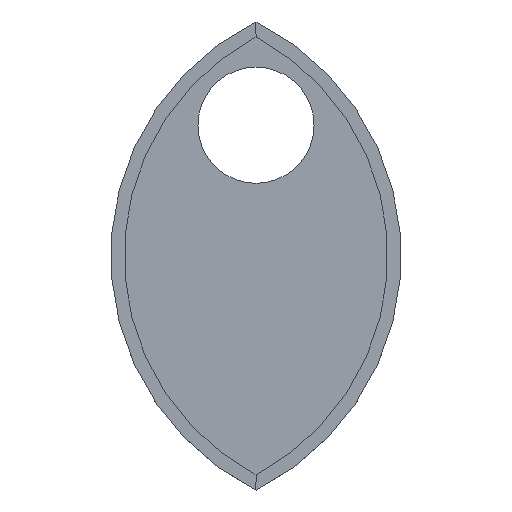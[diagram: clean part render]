
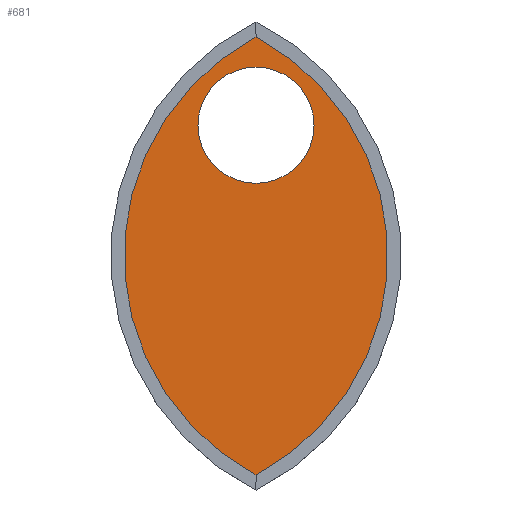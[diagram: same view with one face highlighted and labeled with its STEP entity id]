
A CAD part, top view. The second image highlights one B-rep face of the part: STEP entity #681.
In plain terms, the highlighted planar face has unit normal (0, 0, 1).
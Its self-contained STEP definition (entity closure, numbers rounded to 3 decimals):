
#316 = PLANE('',#317);
#317 = AXIS2_PLACEMENT_3D('',#318,#319,#320);
#318 = CARTESIAN_POINT('',(-6.053,0.,2.54));
#319 = DIRECTION('',(0.,0.,1.));
#320 = DIRECTION('',(1.,0.,0.));
#484 = PLANE('',#485);
#485 = AXIS2_PLACEMENT_3D('',#486,#487,#488);
#486 = CARTESIAN_POINT('',(6.053,0.,2.54));
#487 = DIRECTION('',(0.,0.,1.));
#488 = DIRECTION('',(1.,0.,0.));
#506 = VERTEX_POINT('',#507);
#507 = CARTESIAN_POINT('',(0.,-16.757,2.54));
#528 = EDGE_CURVE('',#529,#506,#531,.T.);
#529 = VERTEX_POINT('',#530);
#530 = CARTESIAN_POINT('',(0.,16.757,2.54));
#531 = SURFACE_CURVE('',#532,(#537,#544),.PCURVE_S1.);
#532 = CIRCLE('',#533,18.96);
#533 = AXIS2_PLACEMENT_3D('',#534,#535,#536);
#534 = CARTESIAN_POINT('',(8.87,0.,2.54));
#535 = DIRECTION('',(0.,0.,1.));
#536 = DIRECTION('',(1.,0.,0.));
#537 = PCURVE('',#316,#538);
#538 = DEFINITIONAL_REPRESENTATION('',(#539),#543);
#539 = CIRCLE('',#540,18.96);
#540 = AXIS2_PLACEMENT_2D('',#541,#542);
#541 = CARTESIAN_POINT('',(14.923,0.));
#542 = DIRECTION('',(1.,0.));
#543 = ( GEOMETRIC_REPRESENTATION_CONTEXT(2) 
PARAMETRIC_REPRESENTATION_CONTEXT() REPRESENTATION_CONTEXT('2D SPACE',''
  ) );
#544 = PCURVE('',#545,#550);
#545 = PLANE('',#546);
#546 = AXIS2_PLACEMENT_3D('',#547,#548,#549);
#547 = CARTESIAN_POINT('',(0.,0.,2.54)
  );
#548 = DIRECTION('',(0.,0.,1.));
#549 = DIRECTION('',(1.,0.,0.));
#550 = DEFINITIONAL_REPRESENTATION('',(#551),#555);
#551 = CIRCLE('',#552,18.96);
#552 = AXIS2_PLACEMENT_2D('',#553,#554);
#553 = CARTESIAN_POINT('',(8.87,0.));
#554 = DIRECTION('',(1.,0.));
#555 = ( GEOMETRIC_REPRESENTATION_CONTEXT(2) 
PARAMETRIC_REPRESENTATION_CONTEXT() REPRESENTATION_CONTEXT('2D SPACE',''
  ) );
#634 = CYLINDRICAL_SURFACE('',#635,4.445);
#635 = AXIS2_PLACEMENT_3D('',#636,#637,#638);
#636 = CARTESIAN_POINT('',(0.,10.007,2.54));
#637 = DIRECTION('',(0.,0.,1.));
#638 = DIRECTION('',(1.,0.,0.));
#651 = EDGE_CURVE('',#529,#506,#652,.T.);
#652 = SURFACE_CURVE('',#653,(#658,#669),.PCURVE_S1.);
#653 = CIRCLE('',#654,18.96);
#654 = AXIS2_PLACEMENT_3D('',#655,#656,#657);
#655 = CARTESIAN_POINT('',(-8.87,0.,2.54));
#656 = DIRECTION('',(0.,0.,-1.));
#657 = DIRECTION('',(-1.,-0.,-0.));
#658 = PCURVE('',#484,#659);
#659 = DEFINITIONAL_REPRESENTATION('',(#660),#668);
#660 = ( BOUNDED_CURVE() B_SPLINE_CURVE(2,(#661,#662,#663,#664,#665,#666
,#667),.UNSPECIFIED.,.T.,.F.) B_SPLINE_CURVE_WITH_KNOTS((1,2,2,2,2,1),(
    -2.094,0.,2.094,4.189,6.283,
8.378),.UNSPECIFIED.) CURVE() GEOMETRIC_REPRESENTATION_ITEM() 
RATIONAL_B_SPLINE_CURVE((1.,0.5,1.,0.5,1.,0.5,1.)) REPRESENTATION_ITEM(
  '') );
#661 = CARTESIAN_POINT('',(-33.882,0.));
#662 = CARTESIAN_POINT('',(-33.882,32.839));
#663 = CARTESIAN_POINT('',(-5.443,16.42));
#664 = CARTESIAN_POINT('',(22.997,0.));
#665 = CARTESIAN_POINT('',(-5.443,-16.42));
#666 = CARTESIAN_POINT('',(-33.882,-32.839));
#667 = CARTESIAN_POINT('',(-33.882,0.));
#668 = ( GEOMETRIC_REPRESENTATION_CONTEXT(2) 
PARAMETRIC_REPRESENTATION_CONTEXT() REPRESENTATION_CONTEXT('2D SPACE',''
  ) );
#669 = PCURVE('',#545,#670);
#670 = DEFINITIONAL_REPRESENTATION('',(#671),#679);
#671 = ( BOUNDED_CURVE() B_SPLINE_CURVE(2,(#672,#673,#674,#675,#676,#677
,#678),.UNSPECIFIED.,.T.,.F.) B_SPLINE_CURVE_WITH_KNOTS((1,2,2,2,2,1),(
    -2.094,0.,2.094,4.189,6.283,
8.378),.UNSPECIFIED.) CURVE() GEOMETRIC_REPRESENTATION_ITEM() 
RATIONAL_B_SPLINE_CURVE((1.,0.5,1.,0.5,1.,0.5,1.)) REPRESENTATION_ITEM(
  '') );
#672 = CARTESIAN_POINT('',(-27.829,0.));
#673 = CARTESIAN_POINT('',(-27.829,32.839));
#674 = CARTESIAN_POINT('',(0.61,16.42));
#675 = CARTESIAN_POINT('',(29.05,0.));
#676 = CARTESIAN_POINT('',(0.61,-16.42));
#677 = CARTESIAN_POINT('',(-27.829,-32.839));
#678 = CARTESIAN_POINT('',(-27.829,0.));
#679 = ( GEOMETRIC_REPRESENTATION_CONTEXT(2) 
PARAMETRIC_REPRESENTATION_CONTEXT() REPRESENTATION_CONTEXT('2D SPACE',''
  ) );
#681 = ADVANCED_FACE('',(#682,#686),#545,.T.);
#682 = FACE_BOUND('',#683,.T.);
#683 = EDGE_LOOP('',(#684,#685));
#684 = ORIENTED_EDGE('',*,*,#651,.F.);
#685 = ORIENTED_EDGE('',*,*,#528,.T.);
#686 = FACE_BOUND('',#687,.T.);
#687 = EDGE_LOOP('',(#688));
#688 = ORIENTED_EDGE('',*,*,#689,.F.);
#689 = EDGE_CURVE('',#690,#690,#692,.T.);
#690 = VERTEX_POINT('',#691);
#691 = CARTESIAN_POINT('',(4.445,10.007,2.54));
#692 = SURFACE_CURVE('',#693,(#698,#705),.PCURVE_S1.);
#693 = CIRCLE('',#694,4.445);
#694 = AXIS2_PLACEMENT_3D('',#695,#696,#697);
#695 = CARTESIAN_POINT('',(0.,10.007,2.54));
#696 = DIRECTION('',(0.,0.,1.));
#697 = DIRECTION('',(1.,0.,0.));
#698 = PCURVE('',#545,#699);
#699 = DEFINITIONAL_REPRESENTATION('',(#700),#704);
#700 = CIRCLE('',#701,4.445);
#701 = AXIS2_PLACEMENT_2D('',#702,#703);
#702 = CARTESIAN_POINT('',(0.,10.007));
#703 = DIRECTION('',(1.,0.));
#704 = ( GEOMETRIC_REPRESENTATION_CONTEXT(2) 
PARAMETRIC_REPRESENTATION_CONTEXT() REPRESENTATION_CONTEXT('2D SPACE',''
  ) );
#705 = PCURVE('',#634,#706);
#706 = DEFINITIONAL_REPRESENTATION('',(#707),#711);
#707 = LINE('',#708,#709);
#708 = CARTESIAN_POINT('',(0.,0.));
#709 = VECTOR('',#710,1.);
#710 = DIRECTION('',(1.,0.));
#711 = ( GEOMETRIC_REPRESENTATION_CONTEXT(2) 
PARAMETRIC_REPRESENTATION_CONTEXT() REPRESENTATION_CONTEXT('2D SPACE',''
  ) );
